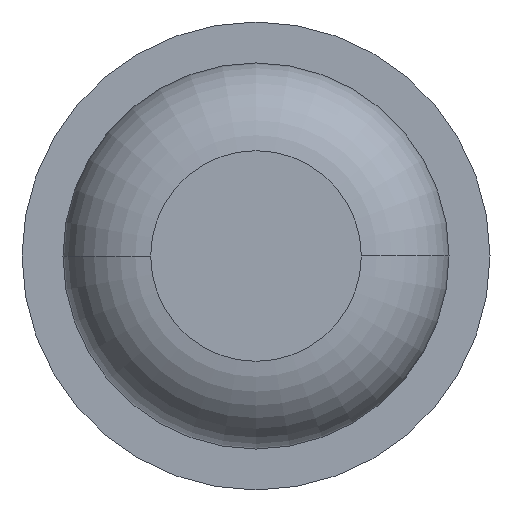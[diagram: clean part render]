
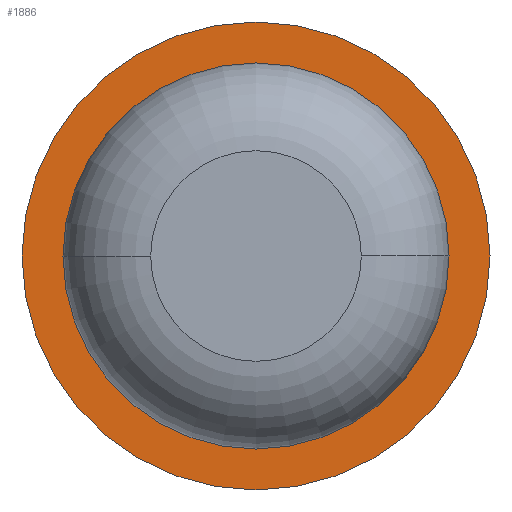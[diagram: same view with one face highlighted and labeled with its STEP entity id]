
A CAD part, front view. The second image highlights one B-rep face of the part: STEP entity #1886.
In plain terms, the highlighted planar face has unit normal (0, -1, 0).
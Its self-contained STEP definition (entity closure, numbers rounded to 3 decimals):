
#101 = AXIS2_PLACEMENT_3D ( 'NONE', #237, #2017, #2705 ) ;
#146 = DIRECTION ( 'NONE',  ( 0., 1., 0. ) ) ;
#237 = CARTESIAN_POINT ( 'NONE',  ( 0., -6., 0. ) ) ;
#274 = CARTESIAN_POINT ( 'NONE',  ( 1., -6., 0. ) ) ;
#543 = ORIENTED_EDGE ( 'NONE', *, *, #3849, .T. ) ;
#886 = ORIENTED_EDGE ( 'NONE', *, *, #899, .T. ) ;
#899 = EDGE_CURVE ( 'Defeature ausgef�hrt1_37+Defeature ausgef�hrt1_32+Defeature ausgef�hrt1_32+Defeature ausgef�hrt1_32', #1616, #4158, #1711, .T. ) ;
#903 = AXIS2_PLACEMENT_3D ( 'NONE', #3197, #1068, #4617 ) ;
#1068 = DIRECTION ( 'NONE',  ( 0., 1., 0. ) ) ;
#1262 = CARTESIAN_POINT ( 'NONE',  ( -0.825, -6., 0. ) ) ;
#1400 = PLANE ( 'NONE',  #903 ) ;
#1468 = VERTEX_POINT ( 'NONE', #274 ) ;
#1527 = CARTESIAN_POINT ( 'NONE',  ( 0., -6., 0. ) ) ;
#1616 = VERTEX_POINT ( 'NONE', #1262 ) ;
#1711 = CIRCLE ( 'NONE', #101, 0.825 ) ;
#1826 = CIRCLE ( 'NONE', #3851, 1. ) ;
#1886 = ADVANCED_FACE ( 'Defeature ausgef�hrt1_37', ( #3840, #2745 ), #1400, .F. ) ;
#1932 = CIRCLE ( 'NONE', #3505, 0.825 ) ;
#2017 = DIRECTION ( 'NONE',  ( 0., 1., 0. ) ) ;
#2111 = CARTESIAN_POINT ( 'NONE',  ( 0., -6., 0. ) ) ;
#2141 = DIRECTION ( 'NONE',  ( 0., 1., 0. ) ) ;
#2664 = ORIENTED_EDGE ( 'NONE', *, *, #3711, .F. ) ;
#2705 = DIRECTION ( 'NONE',  ( -1., 0., 0. ) ) ;
#2745 = FACE_BOUND ( 'NONE', #2854, .T. ) ;
#2755 = VERTEX_POINT ( 'NONE', #4202 ) ;
#2832 = DIRECTION ( 'NONE',  ( -1., 0., 0. ) ) ;
#2854 = EDGE_LOOP ( 'NONE', ( #886, #543 ) ) ;
#2891 = DIRECTION ( 'NONE',  ( -1., 0., 0. ) ) ;
#3035 = CIRCLE ( 'NONE', #3656, 1. ) ;
#3197 = CARTESIAN_POINT ( 'NONE',  ( 0.825, -6., 0. ) ) ;
#3505 = AXIS2_PLACEMENT_3D ( 'NONE', #1527, #146, #4387 ) ;
#3656 = AXIS2_PLACEMENT_3D ( 'NONE', #2111, #2141, #2891 ) ;
#3711 = EDGE_CURVE ( 'Defeature ausgef�hrt1_38+Defeature ausgef�hrt1_37+Defeature ausgef�hrt1_37+Defeature ausgef�hrt1_37', #1468, #2755, #1826, .T. ) ;
#3840 = FACE_OUTER_BOUND ( 'NONE', #4324, .T. ) ;
#3849 = EDGE_CURVE ( 'Defeature ausgef�hrt1_37+Defeature ausgef�hrt1_32+Defeature ausgef�hrt1_32+Defeature ausgef�hrt1_32', #4158, #1616, #1932, .T. ) ;
#3851 = AXIS2_PLACEMENT_3D ( 'NONE', #3898, #4316, #2832 ) ;
#3898 = CARTESIAN_POINT ( 'NONE',  ( 0., -6., 0. ) ) ;
#4014 = ORIENTED_EDGE ( 'NONE', *, *, #4112, .F. ) ;
#4112 = EDGE_CURVE ( 'Defeature ausgef�hrt1_38+Defeature ausgef�hrt1_37+Defeature ausgef�hrt1_37+Defeature ausgef�hrt1_37', #2755, #1468, #3035, .T. ) ;
#4158 = VERTEX_POINT ( 'NONE', #4564 ) ;
#4202 = CARTESIAN_POINT ( 'NONE',  ( -1., -6., 0. ) ) ;
#4316 = DIRECTION ( 'NONE',  ( 0., 1., 0. ) ) ;
#4324 = EDGE_LOOP ( 'NONE', ( #4014, #2664 ) ) ;
#4387 = DIRECTION ( 'NONE',  ( -1., 0., 0. ) ) ;
#4564 = CARTESIAN_POINT ( 'NONE',  ( 0.825, -6., 0. ) ) ;
#4617 = DIRECTION ( 'NONE',  ( -1., 0., 0. ) ) ;
